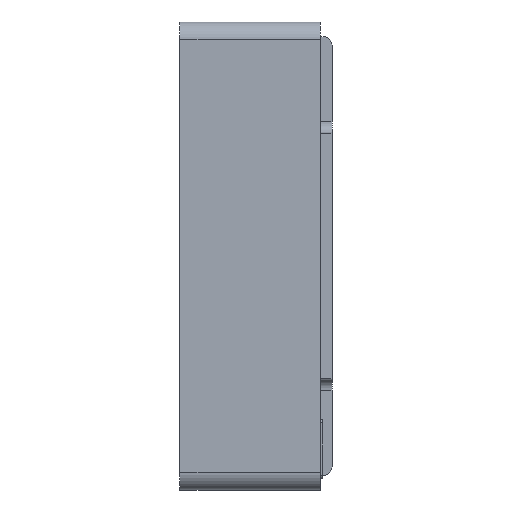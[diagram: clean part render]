
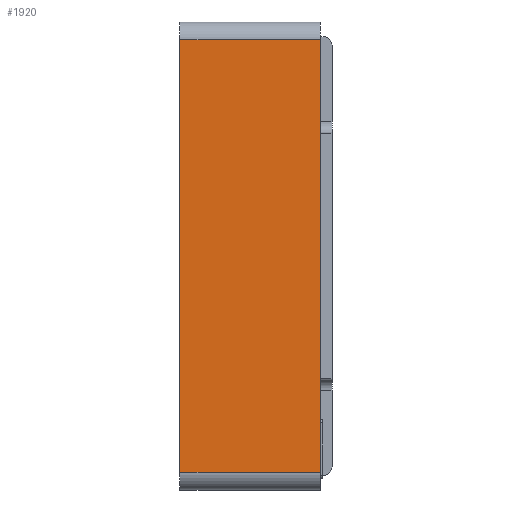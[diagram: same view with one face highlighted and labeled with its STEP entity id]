
A CAD part, left-side view. The second image highlights one B-rep face of the part: STEP entity #1920.
In plain terms, the highlighted planar face has unit normal (-1, 0, 0).
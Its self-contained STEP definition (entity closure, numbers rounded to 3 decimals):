
#53 = VECTOR ( 'NONE', #795, 1000. ) ;
#147 = EDGE_LOOP ( 'NONE', ( #2368, #2222, #1967, #670 ) ) ;
#149 = VECTOR ( 'NONE', #952, 1000. ) ;
#269 = FACE_OUTER_BOUND ( 'NONE', #147, .T. ) ;
#318 = DIRECTION ( 'NONE',  ( 0., 0., 1. ) ) ;
#358 = DIRECTION ( 'NONE',  ( 0., 1., 0. ) ) ;
#374 = VECTOR ( 'NONE', #1178, 1000. ) ;
#528 = LINE ( 'NONE', #1351, #53 ) ;
#670 = ORIENTED_EDGE ( 'NONE', *, *, #1041, .T. ) ;
#674 = CARTESIAN_POINT ( 'NONE',  ( -7.5, -2.4, -3.7 ) ) ;
#687 = VECTOR ( 'NONE', #358, 1000. ) ;
#782 = VERTEX_POINT ( 'NONE', #1290 ) ;
#795 = DIRECTION ( 'NONE',  ( 0., 0., 1. ) ) ;
#891 = CARTESIAN_POINT ( 'NONE',  ( -7.5, -2.4, -3.7 ) ) ;
#896 = VERTEX_POINT ( 'NONE', #2187 ) ;
#952 = DIRECTION ( 'NONE',  ( 0., 1., 0. ) ) ;
#1004 = CARTESIAN_POINT ( 'NONE',  ( -7.5, -2.4, -3.7 ) ) ;
#1005 = EDGE_CURVE ( 'NONE', #896, #782, #1172, .T. ) ;
#1041 = EDGE_CURVE ( 'NONE', #1888, #1635, #1108, .T. ) ;
#1108 = LINE ( 'NONE', #1899, #149 ) ;
#1172 = LINE ( 'NONE', #891, #687 ) ;
#1178 = DIRECTION ( 'NONE',  ( 0., 0., 1. ) ) ;
#1186 = CARTESIAN_POINT ( 'NONE',  ( -7.5, -2.4, 3.7 ) ) ;
#1215 = PLANE ( 'NONE',  #1775 ) ;
#1290 = CARTESIAN_POINT ( 'NONE',  ( -7.5, 0., -3.7 ) ) ;
#1351 = CARTESIAN_POINT ( 'NONE',  ( -7.5, 0., -3.7 ) ) ;
#1420 = LINE ( 'NONE', #1004, #374 ) ;
#1435 = DIRECTION ( 'NONE',  ( -1., 0., 0. ) ) ;
#1635 = VERTEX_POINT ( 'NONE', #1887 ) ;
#1775 = AXIS2_PLACEMENT_3D ( 'NONE', #674, #1435, #318 ) ;
#1816 = EDGE_CURVE ( 'NONE', #896, #1888, #1420, .T. ) ;
#1887 = CARTESIAN_POINT ( 'NONE',  ( -7.5, 0., 3.7 ) ) ;
#1888 = VERTEX_POINT ( 'NONE', #1186 ) ;
#1899 = CARTESIAN_POINT ( 'NONE',  ( -7.5, -2.4, 3.7 ) ) ;
#1920 = ADVANCED_FACE ( 'NONE', ( #269 ), #1215, .T. ) ;
#1967 = ORIENTED_EDGE ( 'NONE', *, *, #1816, .T. ) ;
#2187 = CARTESIAN_POINT ( 'NONE',  ( -7.5, -2.4, -3.7 ) ) ;
#2201 = EDGE_CURVE ( 'NONE', #782, #1635, #528, .T. ) ;
#2222 = ORIENTED_EDGE ( 'NONE', *, *, #1005, .F. ) ;
#2368 = ORIENTED_EDGE ( 'NONE', *, *, #2201, .F. ) ;
